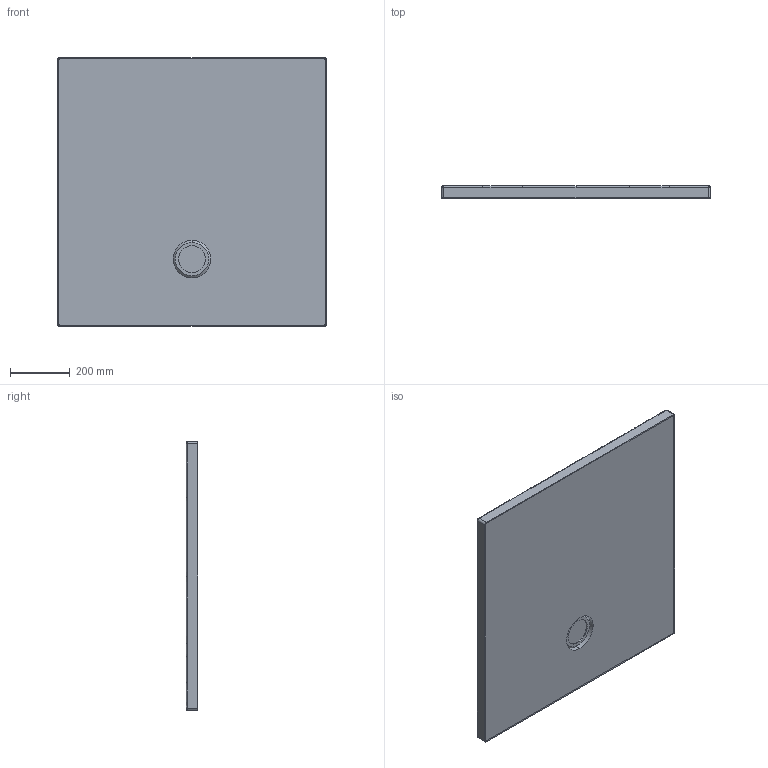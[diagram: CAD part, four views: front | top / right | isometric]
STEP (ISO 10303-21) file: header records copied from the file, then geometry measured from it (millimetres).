
FILE_DESCRIPTION((''),'2;1');
FILE_NAME('PLANEO90X90_22042019_ASM','2019-04-23T15:33:00',('grootj'),('Villeroy & Boch Wellness bv'),'CREO PARAMETRIC BY PTC INC, 2018020','CREO PARAMETRIC BY PTC INC, 2018020','');
FILE_SCHEMA(('CONFIG_CONTROL_DESIGN'));
Length unit declared in the file: millimetre
Products named in the file (4): COLMAR90X90_1-4DEGREE_13062018; COVER-CLOSED07102016; PUR_PLANEO90X90_23042019; PLANEO90X90_22042019_ASM
Assembly tree (3 placements, depth 2):
  PLANEO90X90_22042019_ASM
    COLMAR90X90_1-4DEGREE_13062018
    COVER-CLOSED07102016
    PUR_PLANEO90X90_23042019
Bounding box: 900 x 39.99 x 900 mm (x, y, z)
Volume: 16205229.2 mm3; surface area: 3534393.3 mm2
Topology: 3 solids, 3 shells, 309 faces, 707 edges, 408 vertices
Faces by surface type: bspline 216, cylinder 40, plane 37, torus 12, cone 4
Entity records: 20442 total; most frequent: CARTESIAN_POINT 14826, ORIENTED_EDGE 1414, DIRECTION 721, EDGE_CURVE 707, VERTEX_POINT 408, B_SPLINE_CURVE_WITH_KNOTS 384, EDGE_LOOP 317, FACE_OUTER_BOUND 309
